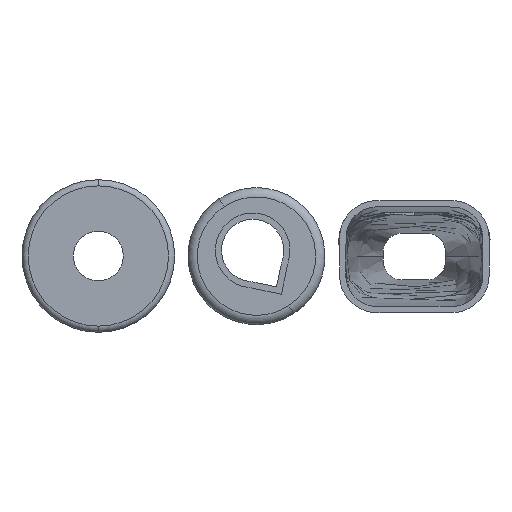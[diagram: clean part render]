
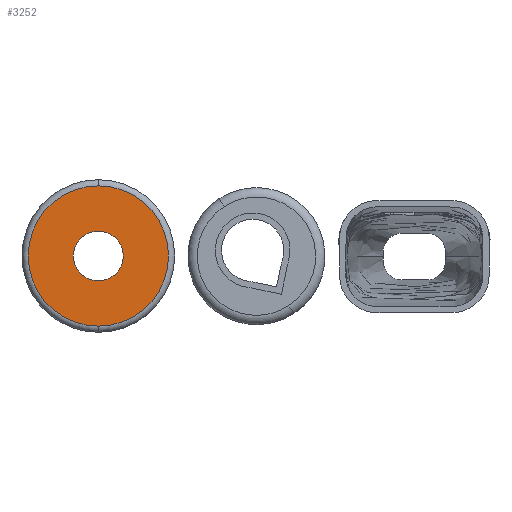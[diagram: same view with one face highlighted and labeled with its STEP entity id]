
A CAD part, front view. The second image highlights one B-rep face of the part: STEP entity #3252.
In plain terms, the highlighted planar face has unit normal (0, -1, 0).
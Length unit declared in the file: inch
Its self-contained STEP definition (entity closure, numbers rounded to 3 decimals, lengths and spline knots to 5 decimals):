
#1482 = FACE_OUTER_BOUND ( 'NONE', #3235, .T. ) ;
#1581 = CIRCLE ( 'NONE', #1601, 0.44291 ) ;
#1599 = DIRECTION ( 'NONE',  ( 0., 0., 1. ) ) ;
#1600 = DIRECTION ( 'NONE',  ( 0., -1., 0. ) ) ;
#1601 = AXIS2_PLACEMENT_3D ( 'NONE', #1609, #1600, #1599 ) ;
#1609 = CARTESIAN_POINT ( 'NONE',  ( 0., 0., 0. ) ) ;
#1724 = FACE_BOUND ( 'NONE', #3249, .T. ) ;
#1800 = DIRECTION ( 'NONE',  ( 0., -1., 0. ) ) ;
#1819 = CARTESIAN_POINT ( 'NONE',  ( 0., 0., 0. ) ) ;
#1825 = CARTESIAN_POINT ( 'NONE',  ( 0., 0., 0. ) ) ;
#1826 = PLANE ( 'NONE',  #1840 ) ;
#1827 = DIRECTION ( 'NONE',  ( 0., 0., 1. ) ) ;
#1835 = CIRCLE ( 'NONE', #1855, 0.15748 ) ;
#1840 = AXIS2_PLACEMENT_3D ( 'NONE', #1819, #1899, #1827 ) ;
#1853 = DIRECTION ( 'NONE',  ( 0., 0., 1. ) ) ;
#1855 = AXIS2_PLACEMENT_3D ( 'NONE', #1825, #1800, #1853 ) ;
#1899 = DIRECTION ( 'NONE',  ( 0., 1., 0. ) ) ;
#2999 = VERTEX_POINT ( 'NONE', #10270 ) ;
#3002 = VERTEX_POINT ( 'NONE', #10207 ) ;
#3019 = EDGE_CURVE ( 'NONE', #3002, #2999, #10287, .T. ) ;
#3029 = EDGE_CURVE ( 'NONE', #3051, #3049, #10250, .T. ) ;
#3049 = VERTEX_POINT ( 'NONE', #8316 ) ;
#3051 = VERTEX_POINT ( 'NONE', #8357 ) ;
#3165 = ORIENTED_EDGE ( 'NONE', *, *, #3019, .F. ) ;
#3185 = ORIENTED_EDGE ( 'NONE', *, *, #3029, .T. ) ;
#3234 = ORIENTED_EDGE ( 'NONE', *, *, #3254, .F. ) ;
#3235 = EDGE_LOOP ( 'NONE', ( #3253, #3185 ) ) ;
#3236 = EDGE_CURVE ( 'NONE', #3049, #3051, #1581, .T. ) ;
#3249 = EDGE_LOOP ( 'NONE', ( #3165, #3234 ) ) ;
#3252 = ADVANCED_FACE ( 'NONE', ( #1724, #1482 ), #1826, .F. ) ;
#3253 = ORIENTED_EDGE ( 'NONE', *, *, #3236, .T. ) ;
#3254 = EDGE_CURVE ( 'NONE', #2999, #3002, #1835, .T. ) ;
#8316 = CARTESIAN_POINT ( 'NONE',  ( 0., 0., 0.44291 ) ) ;
#8357 = CARTESIAN_POINT ( 'NONE',  ( 0., 0., -0.44291 ) ) ;
#10205 = AXIS2_PLACEMENT_3D ( 'NONE', #10231, #10233, #10228 ) ;
#10207 = CARTESIAN_POINT ( 'NONE',  ( 0., 0., 0.15748 ) ) ;
#10228 = DIRECTION ( 'NONE',  ( 0., 0., 1. ) ) ;
#10231 = CARTESIAN_POINT ( 'NONE',  ( 0., 0., 0. ) ) ;
#10233 = DIRECTION ( 'NONE',  ( 0., -1., 0. ) ) ;
#10240 = DIRECTION ( 'NONE',  ( 0., 0., 1. ) ) ;
#10241 = DIRECTION ( 'NONE',  ( 0., -1., 0. ) ) ;
#10243 = CARTESIAN_POINT ( 'NONE',  ( 0., 0., 0. ) ) ;
#10246 = AXIS2_PLACEMENT_3D ( 'NONE', #10243, #10241, #10240 ) ;
#10250 = CIRCLE ( 'NONE', #10205, 0.44291 ) ;
#10270 = CARTESIAN_POINT ( 'NONE',  ( 0., 0., -0.15748 ) ) ;
#10287 = CIRCLE ( 'NONE', #10246, 0.15748 ) ;
